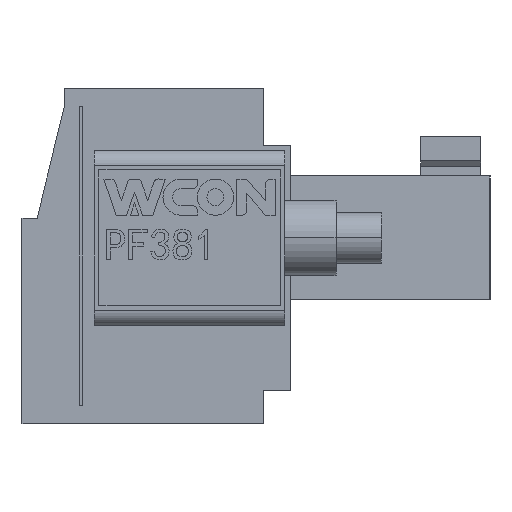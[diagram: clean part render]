
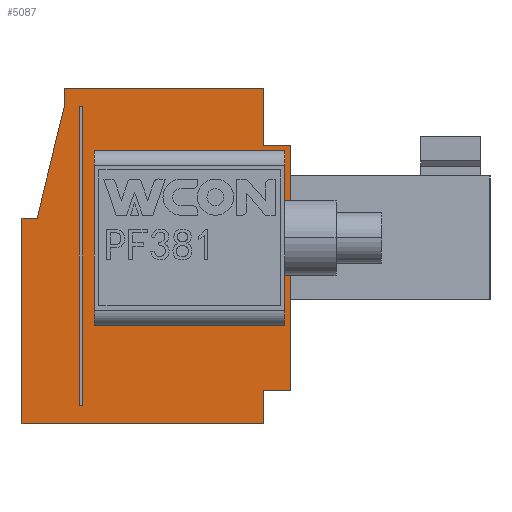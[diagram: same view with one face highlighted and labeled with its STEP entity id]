
A CAD part, left-side view. The second image highlights one B-rep face of the part: STEP entity #5087.
In plain terms, the highlighted planar face has unit normal (-1, 0, 0).
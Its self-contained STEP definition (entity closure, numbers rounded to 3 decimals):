
#290=CARTESIAN_POINT('',(-18.401,-2.534,2.916));
#291=VERTEX_POINT('',#290);
#298=CARTESIAN_POINT('',(-18.401,-3.394,2.916));
#299=VERTEX_POINT('',#298);
#300=CARTESIAN_POINT('',(-18.401,-2.534,2.916));
#301=DIRECTION('',(0.,-1.,0.));
#302=VECTOR('',#301,0.861);
#303=LINE('',#300,#302);
#304=EDGE_CURVE('',#291,#299,#303,.T.);
#385=CARTESIAN_POINT('',(-18.401,3.777,4.733));
#386=VERTEX_POINT('',#385);
#393=CARTESIAN_POINT('',(-18.401,-2.534,4.733));
#394=VERTEX_POINT('',#393);
#395=CARTESIAN_POINT('',(-18.401,3.777,4.733));
#396=DIRECTION('',(0.,-1.,0.));
#397=VECTOR('',#396,6.311);
#398=LINE('',#395,#397);
#399=EDGE_CURVE('',#386,#394,#398,.T.);
#1637=CARTESIAN_POINT('',(-18.401,3.203,4.159));
#1638=VERTEX_POINT('',#1637);
#1645=CARTESIAN_POINT('',(-18.401,3.299,4.159));
#1646=VERTEX_POINT('',#1645);
#1647=CARTESIAN_POINT('',(-18.401,3.203,4.159));
#1648=DIRECTION('',(0.,1.,0.));
#1649=VECTOR('',#1648,0.096);
#1650=LINE('',#1647,#1649);
#1651=EDGE_CURVE('',#1638,#1646,#1650,.T.);
#3624=CARTESIAN_POINT('',(-18.401,3.299,-5.307));
#3625=VERTEX_POINT('',#3624);
#3632=CARTESIAN_POINT('',(-18.401,3.203,-5.307));
#3633=VERTEX_POINT('',#3632);
#3634=CARTESIAN_POINT('',(-18.401,3.299,-5.307));
#3635=DIRECTION('',(0.,-1.,0.));
#3636=VECTOR('',#3635,0.096);
#3637=LINE('',#3634,#3636);
#3638=EDGE_CURVE('',#3625,#3633,#3637,.T.);
#4274=CARTESIAN_POINT('',(-18.401,-2.534,-5.88));
#4275=VERTEX_POINT('',#4274);
#4282=CARTESIAN_POINT('',(-18.401,5.115,-5.88));
#4283=VERTEX_POINT('',#4282);
#4284=CARTESIAN_POINT('',(-18.401,-2.534,-5.88));
#4285=DIRECTION('',(0.,1.,0.));
#4286=VECTOR('',#4285,7.649);
#4287=LINE('',#4284,#4286);
#4288=EDGE_CURVE('',#4275,#4283,#4287,.T.);
#4618=CARTESIAN_POINT('',(-18.401,5.115,0.621));
#4619=VERTEX_POINT('',#4618);
#4620=CARTESIAN_POINT('',(-18.401,5.115,-5.88));
#4621=DIRECTION('',(0.,0.,1.));
#4622=VECTOR('',#4621,6.502);
#4623=LINE('',#4620,#4622);
#4624=EDGE_CURVE('',#4283,#4619,#4623,.T.);
#4976=CARTESIAN_POINT('',(-18.401,0.,-4.446));
#4977=DIRECTION('',(0.,-1.,0.));
#4978=DIRECTION('',(-1.,0.,0.));
#4979=AXIS2_PLACEMENT_3D('',#4976,#4978,#4977);
#4980=PLANE('',#4979);
#4981=CARTESIAN_POINT('',(-18.401,3.777,4.159));
#4982=VERTEX_POINT('',#4981);
#4983=CARTESIAN_POINT('',(-18.401,3.777,4.733));
#4984=DIRECTION('',(0.,0.,-1.));
#4985=VECTOR('',#4984,0.574);
#4986=LINE('',#4983,#4985);
#4987=EDGE_CURVE('',#386,#4982,#4986,.T.);
#4988=ORIENTED_EDGE('',*,*,#4987,.T.);
#4989=CARTESIAN_POINT('',(-18.401,4.637,0.621));
#4990=VERTEX_POINT('',#4989);
#4991=CARTESIAN_POINT('',(-18.401,4.637,0.621));
#4992=DIRECTION('',(0.,-0.236,0.972));
#4993=VECTOR('',#4992,3.641);
#4994=LINE('',#4991,#4993);
#4995=EDGE_CURVE('',#4990,#4982,#4994,.T.);
#4996=ORIENTED_EDGE('',*,*,#4995,.F.);
#4997=CARTESIAN_POINT('',(-18.401,5.115,0.621));
#4998=DIRECTION('',(0.,-1.,0.));
#4999=VECTOR('',#4998,0.478);
#5000=LINE('',#4997,#4999);
#5001=EDGE_CURVE('',#4619,#4990,#5000,.T.);
#5002=ORIENTED_EDGE('',*,*,#5001,.F.);
#5003=ORIENTED_EDGE('',*,*,#4624,.F.);
#5004=ORIENTED_EDGE('',*,*,#4288,.F.);
#5005=CARTESIAN_POINT('',(-18.401,-2.534,-4.829));
#5006=VERTEX_POINT('',#5005);
#5007=CARTESIAN_POINT('',(-18.401,-2.534,-5.88));
#5008=DIRECTION('',(0.,0.,1.));
#5009=VECTOR('',#5008,1.052);
#5010=LINE('',#5007,#5009);
#5011=EDGE_CURVE('',#4275,#5006,#5010,.T.);
#5012=ORIENTED_EDGE('',*,*,#5011,.T.);
#5013=CARTESIAN_POINT('',(-18.401,-3.394,-4.829));
#5014=VERTEX_POINT('',#5013);
#5015=CARTESIAN_POINT('',(-18.401,-2.534,-4.829));
#5016=DIRECTION('',(0.,-1.,0.));
#5017=VECTOR('',#5016,0.861);
#5018=LINE('',#5015,#5017);
#5019=EDGE_CURVE('',#5006,#5014,#5018,.T.);
#5020=ORIENTED_EDGE('',*,*,#5019,.T.);
#5021=CARTESIAN_POINT('',(-18.401,-3.394,-4.829));
#5022=DIRECTION('',(0.,0.,1.));
#5023=VECTOR('',#5022,7.745);
#5024=LINE('',#5021,#5023);
#5025=EDGE_CURVE('',#5014,#299,#5024,.T.);
#5026=ORIENTED_EDGE('',*,*,#5025,.T.);
#5027=ORIENTED_EDGE('',*,*,#304,.F.);
#5028=CARTESIAN_POINT('',(-18.401,-2.534,2.916));
#5029=DIRECTION('',(0.,0.,1.));
#5030=VECTOR('',#5029,1.817);
#5031=LINE('',#5028,#5030);
#5032=EDGE_CURVE('',#291,#394,#5031,.T.);
#5033=ORIENTED_EDGE('',*,*,#5032,.T.);
#5034=ORIENTED_EDGE('',*,*,#399,.F.);
#5035=EDGE_LOOP('',(#4988,#4996,#5002,#5003,#5004,#5012,#5020,#5026,#5027,#5033,#5034));
#5036=FACE_OUTER_BOUND('',#5035,.T.);
#5037=ORIENTED_EDGE('',*,*,#1651,.F.);
#5038=CARTESIAN_POINT('',(-18.401,3.203,4.159));
#5039=DIRECTION('',(0.,0.,-1.));
#5040=VECTOR('',#5039,9.466);
#5041=LINE('',#5038,#5040);
#5042=EDGE_CURVE('',#1638,#3633,#5041,.T.);
#5043=ORIENTED_EDGE('',*,*,#5042,.T.);
#5044=ORIENTED_EDGE('',*,*,#3638,.F.);
#5045=CARTESIAN_POINT('',(-18.401,3.299,-5.307));
#5046=DIRECTION('',(0.,0.,1.));
#5047=VECTOR('',#5046,9.466);
#5048=LINE('',#5045,#5047);
#5049=EDGE_CURVE('',#3625,#1646,#5048,.T.);
#5050=ORIENTED_EDGE('',*,*,#5049,.T.);
#5051=EDGE_LOOP('',(#5037,#5043,#5044,#5050));
#5052=FACE_BOUND('',#5051,.T.);
#5053=CARTESIAN_POINT('',(-18.401,-3.203,-2.773));
#5054=VERTEX_POINT('',#5053);
#5055=CARTESIAN_POINT('',(-18.401,2.821,-2.773));
#5056=VERTEX_POINT('',#5055);
#5057=CARTESIAN_POINT('',(-18.401,-3.203,-2.773));
#5058=DIRECTION('',(0.,1.,0.));
#5059=VECTOR('',#5058,6.024);
#5060=LINE('',#5057,#5059);
#5061=EDGE_CURVE('',#5054,#5056,#5060,.T.);
#5062=ORIENTED_EDGE('',*,*,#5061,.T.);
#5063=CARTESIAN_POINT('',(-18.401,2.821,2.773));
#5064=VERTEX_POINT('',#5063);
#5065=CARTESIAN_POINT('',(-18.401,2.821,-2.773));
#5066=DIRECTION('',(0.,0.,1.));
#5067=VECTOR('',#5066,5.546);
#5068=LINE('',#5065,#5067);
#5069=EDGE_CURVE('',#5056,#5064,#5068,.T.);
#5070=ORIENTED_EDGE('',*,*,#5069,.T.);
#5071=CARTESIAN_POINT('',(-18.401,-3.203,2.773));
#5072=VERTEX_POINT('',#5071);
#5073=CARTESIAN_POINT('',(-18.401,2.821,2.773));
#5074=DIRECTION('',(0.,-1.,0.));
#5075=VECTOR('',#5074,6.024);
#5076=LINE('',#5073,#5075);
#5077=EDGE_CURVE('',#5064,#5072,#5076,.T.);
#5078=ORIENTED_EDGE('',*,*,#5077,.T.);
#5079=CARTESIAN_POINT('',(-18.401,-3.203,2.773));
#5080=DIRECTION('',(0.,0.,-1.));
#5081=VECTOR('',#5080,5.546);
#5082=LINE('',#5079,#5081);
#5083=EDGE_CURVE('',#5072,#5054,#5082,.T.);
#5084=ORIENTED_EDGE('',*,*,#5083,.T.);
#5085=EDGE_LOOP('',(#5062,#5070,#5078,#5084));
#5086=FACE_BOUND('',#5085,.T.);
#5087=ADVANCED_FACE('',(#5036,#5052,#5086),#4980,.T.);
